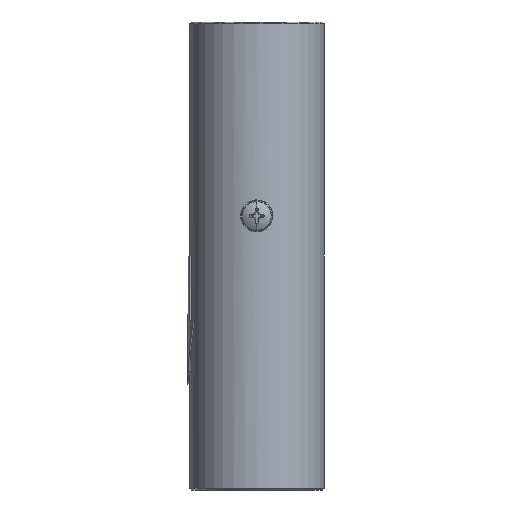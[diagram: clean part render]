
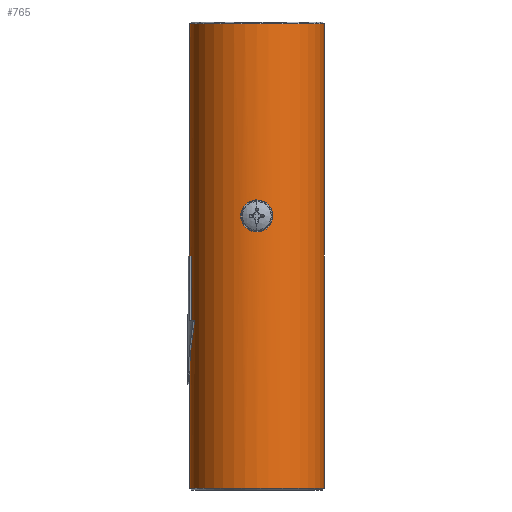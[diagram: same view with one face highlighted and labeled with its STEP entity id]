
A CAD part, left-side view. The second image highlights one B-rep face of the part: STEP entity #765.
In plain terms, the highlighted cylindrical face has radius 21 mm (diameter 42 mm), a partial arc.
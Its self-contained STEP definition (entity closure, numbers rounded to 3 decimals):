
#161=CARTESIAN_POINT('',(0.,21.,-113.));
#187=CARTESIAN_POINT('',(-21.,0.,-65.5));
#188=CARTESIAN_POINT('',(-21.,0.354,-65.5));
#189=CARTESIAN_POINT('',(-20.982,1.045,-65.427));
#190=CARTESIAN_POINT('',(-20.907,2.049,-65.101));
#191=CARTESIAN_POINT('',(-20.796,2.961,-64.574));
#192=CARTESIAN_POINT('',(-20.669,3.738,-63.876));
#193=CARTESIAN_POINT('',(-20.545,4.36,-63.022));
#194=CARTESIAN_POINT('',(-20.448,4.787,-62.067));
#195=CARTESIAN_POINT('',(-20.394,5.01,-61.025));
#196=CARTESIAN_POINT('',(-20.394,5.009,-59.973));
#197=CARTESIAN_POINT('',(-20.448,4.787,-58.931));
#198=CARTESIAN_POINT('',(-20.545,4.358,-57.975));
#199=CARTESIAN_POINT('',(-20.669,3.735,-57.121));
#200=CARTESIAN_POINT('',(-20.797,2.957,-56.424));
#201=CARTESIAN_POINT('',(-20.907,2.047,-55.898));
#202=CARTESIAN_POINT('',(-20.982,1.043,-55.573));
#203=CARTESIAN_POINT('',(-21.,0.353,-55.5));
#204=CARTESIAN_POINT('',(-21.,0.,-55.5));
#206=CARTESIAN_POINT('',(-21.,0.,-55.5));
#207=CARTESIAN_POINT('',(-21.,-0.354,-55.5));
#208=CARTESIAN_POINT('',(-20.982,-1.045,
-55.573));
#209=CARTESIAN_POINT('',(-20.907,-2.049,
-55.899));
#210=CARTESIAN_POINT('',(-20.796,-2.961,
-56.426));
#211=CARTESIAN_POINT('',(-20.669,-3.738,
-57.124));
#212=CARTESIAN_POINT('',(-20.545,-4.36,
-57.978));
#213=CARTESIAN_POINT('',(-20.448,-4.787,
-58.933));
#214=CARTESIAN_POINT('',(-20.394,-5.01,
-59.975));
#215=CARTESIAN_POINT('',(-20.394,-5.009,
-61.027));
#216=CARTESIAN_POINT('',(-20.448,-4.787,
-62.069));
#217=CARTESIAN_POINT('',(-20.545,-4.358,
-63.025));
#218=CARTESIAN_POINT('',(-20.669,-3.735,
-63.879));
#219=CARTESIAN_POINT('',(-20.797,-2.957,
-64.576));
#220=CARTESIAN_POINT('',(-20.907,-2.047,
-65.102));
#221=CARTESIAN_POINT('',(-20.982,-1.043,
-65.427));
#222=CARTESIAN_POINT('',(-21.,-0.353,-65.5));
#223=CARTESIAN_POINT('',(-21.,0.,-65.5));
#225=CARTESIAN_POINT('',(0.,0.,-0.5));
#226=DIRECTION('',(0.,0.,1.));
#227=DIRECTION('',(0.,1.,0.));
#228=AXIS2_PLACEMENT_3D('',#225,#226,#227);
#230=DIRECTION('',(0.,0.,1.));
#231=VECTOR('',#230,145.);
#232=CARTESIAN_POINT('',(0.,-21.,
-145.5));
#233=LINE('',#232,#231);
#234=CARTESIAN_POINT('',(0.,0.,-145.5));
#235=DIRECTION('',(0.,0.,1.));
#236=DIRECTION('',(0.,1.,0.));
#237=AXIS2_PLACEMENT_3D('',#234,#235,#236);
#239=DIRECTION('',(0.,0.,1.));
#240=VECTOR('',#239,32.5);
#241=CARTESIAN_POINT('',(0.,21.,
-145.5));
#242=LINE('',#241,#240);
#243=CARTESIAN_POINT('',(-8.284,19.297,-93.));
#244=CARTESIAN_POINT('',(-5.542,20.474,-99.621));
#245=CARTESIAN_POINT('',(-2.779,21.,-106.291));
#246=CARTESIAN_POINT('',(0.,21.,-113.));
#248=CARTESIAN_POINT('',(0.,0.,-93.));
#249=DIRECTION('',(0.,0.,-1.));
#250=DIRECTION('',(-0.394,0.919,0.));
#251=AXIS2_PLACEMENT_3D('',#248,#249,#250);
#253=DIRECTION('',(0.,0.,-1.));
#254=VECTOR('',#253,20.);
#255=CARTESIAN_POINT('',(-5.,20.396,-73.));
#256=LINE('',#255,#254);
#257=CARTESIAN_POINT('',(0.,0.,-73.));
#258=DIRECTION('',(0.,0.,-1.));
#259=DIRECTION('',(-0.238,0.971,0.));
#260=AXIS2_PLACEMENT_3D('',#257,#258,#259);
#262=DIRECTION('',(0.,0.,1.));
#263=VECTOR('',#262,72.5);
#264=CARTESIAN_POINT('',(0.,21.,-73.));
#265=LINE('',#264,#263);
#467=VERTEX_POINT('',#187);
#468=VERTEX_POINT('',#204);
#469=VERTEX_POINT('',#161);
#475=CARTESIAN_POINT('',(0.,21.,-73.));
#476=VERTEX_POINT('',#475);
#477=CARTESIAN_POINT('',(-5.,20.396,-73.));
#478=VERTEX_POINT('',#477);
#490=CARTESIAN_POINT('',(-5.,20.396,-93.));
#491=VERTEX_POINT('',#490);
#492=VERTEX_POINT('',#243);
#513=CARTESIAN_POINT('',(0.,-21.,-0.5));
#514=CARTESIAN_POINT('',(0.,21.,-0.5));
#515=VERTEX_POINT('',#513);
#516=VERTEX_POINT('',#514);
#517=CARTESIAN_POINT('',(0.,-21.,-145.5));
#518=CARTESIAN_POINT('',(0.,21.,-145.5));
#519=VERTEX_POINT('',#517);
#520=VERTEX_POINT('',#518);
#738=CARTESIAN_POINT('',(0.,0.,7.3));
#739=DIRECTION('',(0.,0.,-1.));
#740=DIRECTION('',(0.,-1.,0.));
#741=AXIS2_PLACEMENT_3D('',#738,#739,#740);
#742=CYLINDRICAL_SURFACE('',#741,21.);
#743=ORIENTED_EDGE('',*,*,#732,.T.);
#744=ORIENTED_EDGE('',*,*,#689,.F.);
#746=ORIENTED_EDGE('',*,*,#745,.F.);
#747=ORIENTED_EDGE('',*,*,#685,.T.);
#749=ORIENTED_EDGE('',*,*,#748,.F.);
#751=ORIENTED_EDGE('',*,*,#750,.T.);
#753=ORIENTED_EDGE('',*,*,#752,.F.);
#755=ORIENTED_EDGE('',*,*,#754,.T.);
#756=ORIENTED_EDGE('',*,*,#675,.T.);
#757=EDGE_LOOP('',(#743,#744,#746,#747,#749,#751,#753,#755,#756));
#758=FACE_OUTER_BOUND('',#757,.F.);
#760=ORIENTED_EDGE('',*,*,#759,.F.);
#762=ORIENTED_EDGE('',*,*,#761,.F.);
#763=EDGE_LOOP('',(#760,#762));
#764=FACE_BOUND('',#763,.F.);
#765=ADVANCED_FACE('',(#758,#764),#742,.T.);
#205=B_SPLINE_CURVE_WITH_KNOTS('',3,(#187,#188,#189,#190,#191,#192,#193,#194,
#195,#196,#197,#198,#199,#200,#201,#202,#203,#204),.UNSPECIFIED.,.F.,.F.,(4,1,1,
1,1,1,1,1,1,1,1,1,1,1,1,4),(0.,0.067,0.133,0.2,
0.267,0.333,0.4,0.467,0.533,
0.6,0.667,0.733,0.8,0.867,
0.933,1.),.UNSPECIFIED.);
#224=B_SPLINE_CURVE_WITH_KNOTS('',3,(#206,#207,#208,#209,#210,#211,#212,#213,
#214,#215,#216,#217,#218,#219,#220,#221,#222,#223),.UNSPECIFIED.,.F.,.F.,(4,1,1,
1,1,1,1,1,1,1,1,1,1,1,1,4),(0.,0.067,0.133,0.2,
0.267,0.333,0.4,0.467,0.533,
0.6,0.667,0.733,0.8,0.867,
0.933,1.),.UNSPECIFIED.);
#229=CIRCLE('',#228,21.);
#238=CIRCLE('',#237,21.);
#247=B_SPLINE_CURVE_WITH_KNOTS('',3,(#243,#244,#245,#246),.UNSPECIFIED.,.F.,.F.,
(4,4),(0.,1.),.UNSPECIFIED.);
#252=CIRCLE('',#251,21.);
#261=CIRCLE('',#260,21.);
#675=EDGE_CURVE('',#476,#516,#265,.T.);
#685=EDGE_CURVE('',#520,#469,#242,.T.);
#689=EDGE_CURVE('',#519,#515,#233,.T.);
#732=EDGE_CURVE('',#516,#515,#229,.T.);
#745=EDGE_CURVE('',#520,#519,#238,.T.);
#748=EDGE_CURVE('',#492,#469,#247,.T.);
#750=EDGE_CURVE('',#492,#491,#252,.T.);
#752=EDGE_CURVE('',#478,#491,#256,.T.);
#754=EDGE_CURVE('',#478,#476,#261,.T.);
#759=EDGE_CURVE('',#467,#468,#205,.T.);
#761=EDGE_CURVE('',#468,#467,#224,.T.);
